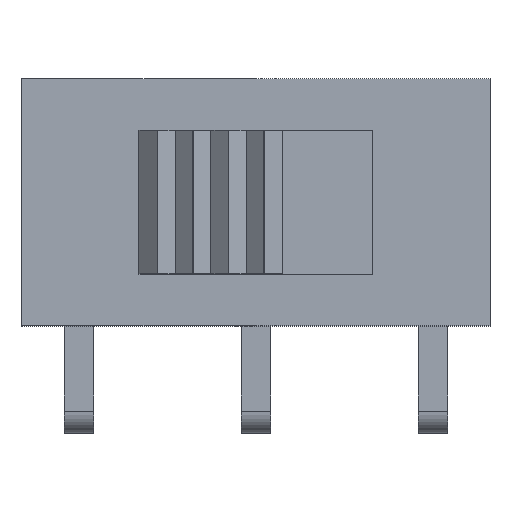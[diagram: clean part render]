
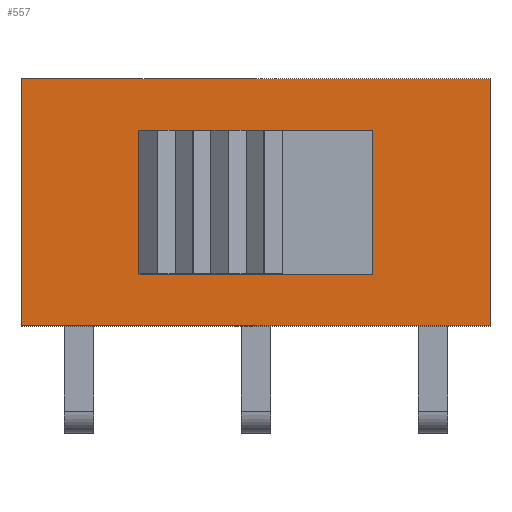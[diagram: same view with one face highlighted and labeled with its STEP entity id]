
A CAD part, top view. The second image highlights one B-rep face of the part: STEP entity #557.
In plain terms, the highlighted planar face has unit normal (0, 0, 1).
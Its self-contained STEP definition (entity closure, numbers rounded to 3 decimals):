
#10 = LINE ( 'NONE', #1447, #1312 ) ;
#11 = CARTESIAN_POINT ( 'NONE',  ( -6.35, 2.9, 10.85 ) ) ;
#20 = ORIENTED_EDGE ( 'NONE', *, *, #292, .T. ) ;
#25 = CARTESIAN_POINT ( 'NONE',  ( 6.35, 9.6, 10.85 ) ) ;
#41 = ORIENTED_EDGE ( 'NONE', *, *, #1615, .F. ) ;
#45 = DIRECTION ( 'NONE',  ( 1., 0., 0. ) ) ;
#57 = ORIENTED_EDGE ( 'NONE', *, *, #1155, .T. ) ;
#78 = CARTESIAN_POINT ( 'NONE',  ( -6.35, 2.9, 10.85 ) ) ;
#118 = ORIENTED_EDGE ( 'NONE', *, *, #2590, .T. ) ;
#204 = CARTESIAN_POINT ( 'NONE',  ( 0., 0., 10.85 ) ) ;
#213 = DIRECTION ( 'NONE',  ( 0., -1., 0. ) ) ;
#222 = LINE ( 'NONE', #1699, #1253 ) ;
#224 = EDGE_CURVE ( 'NONE', #1356, #2622, #1059, .T. ) ;
#228 = DIRECTION ( 'NONE',  ( -1., 0., 0. ) ) ;
#235 = ORIENTED_EDGE ( 'NONE', *, *, #774, .F. ) ;
#292 = EDGE_CURVE ( 'NONE', #2362, #2550, #1955, .T. ) ;
#361 = VERTEX_POINT ( 'NONE', #2611 ) ;
#382 = EDGE_CURVE ( 'NONE', #2535, #1356, #2232, .T. ) ;
#450 = DIRECTION ( 'NONE',  ( -1., 0., 0. ) ) ;
#452 = VECTOR ( 'NONE', #1414, 1000. ) ;
#487 = EDGE_LOOP ( 'NONE', ( #20, #57, #1806, #118 ) ) ;
#540 = CARTESIAN_POINT ( 'NONE',  ( -3.175, 4.3, 10.85 ) ) ;
#557 = ADVANCED_FACE ( 'NONE', ( #825, #1213 ), #2047, .F. ) ;
#593 = ORIENTED_EDGE ( 'NONE', *, *, #2151, .F. ) ;
#599 = DIRECTION ( 'NONE',  ( -1., 0., 0. ) ) ;
#666 = CARTESIAN_POINT ( 'NONE',  ( -3.175, 4.3, 10.85 ) ) ;
#689 = VECTOR ( 'NONE', #1544, 1000. ) ;
#698 = CARTESIAN_POINT ( 'NONE',  ( -3.175, 8.2, 10.85 ) ) ;
#774 = EDGE_CURVE ( 'NONE', #2348, #2535, #222, .T. ) ;
#802 = CARTESIAN_POINT ( 'NONE',  ( 3.175, 4.3, 10.85 ) ) ;
#825 = FACE_BOUND ( 'NONE', #2265, .T. ) ;
#853 = CARTESIAN_POINT ( 'NONE',  ( 0.725, 4.3, 10.85 ) ) ;
#909 = ORIENTED_EDGE ( 'NONE', *, *, #382, .F. ) ;
#1017 = DIRECTION ( 'NONE',  ( 0., 0., -1. ) ) ;
#1059 = LINE ( 'NONE', #666, #1292 ) ;
#1072 = LINE ( 'NONE', #2656, #1214 ) ;
#1133 = VECTOR ( 'NONE', #1318, 1000. ) ;
#1155 = EDGE_CURVE ( 'NONE', #2550, #361, #1072, .T. ) ;
#1159 = DIRECTION ( 'NONE',  ( 0., -1., 0. ) ) ;
#1171 = LINE ( 'NONE', #540, #452 ) ;
#1191 = CARTESIAN_POINT ( 'NONE',  ( 6.35, 2.9, 10.85 ) ) ;
#1195 = VERTEX_POINT ( 'NONE', #2154 ) ;
#1213 = FACE_OUTER_BOUND ( 'NONE', #487, .T. ) ;
#1214 = VECTOR ( 'NONE', #599, 1000. ) ;
#1220 = VECTOR ( 'NONE', #1712, 1000. ) ;
#1253 = VECTOR ( 'NONE', #450, 1000. ) ;
#1274 = CARTESIAN_POINT ( 'NONE',  ( 3.175, 4.3, 10.85 ) ) ;
#1292 = VECTOR ( 'NONE', #45, 1000. ) ;
#1312 = VECTOR ( 'NONE', #1663, 1000. ) ;
#1318 = DIRECTION ( 'NONE',  ( 0., 1., 0. ) ) ;
#1337 = EDGE_CURVE ( 'NONE', #361, #1442, #2058, .T. ) ;
#1356 = VERTEX_POINT ( 'NONE', #2489 ) ;
#1414 = DIRECTION ( 'NONE',  ( 1., 0., 0. ) ) ;
#1442 = VERTEX_POINT ( 'NONE', #78 ) ;
#1447 = CARTESIAN_POINT ( 'NONE',  ( -6.35, 2.9, 10.85 ) ) ;
#1544 = DIRECTION ( 'NONE',  ( 0., 1., 0. ) ) ;
#1615 = EDGE_CURVE ( 'NONE', #2622, #2366, #1171, .T. ) ;
#1663 = DIRECTION ( 'NONE',  ( 1., 0., 0. ) ) ;
#1699 = CARTESIAN_POINT ( 'NONE',  ( 0., 8.2, 10.85 ) ) ;
#1712 = DIRECTION ( 'NONE',  ( -1., 0., 0. ) ) ;
#1733 = EDGE_CURVE ( 'NONE', #1195, #2348, #2056, .T. ) ;
#1806 = ORIENTED_EDGE ( 'NONE', *, *, #1337, .T. ) ;
#1815 = AXIS2_PLACEMENT_3D ( 'NONE', #204, #1017, #228 ) ;
#1912 = CARTESIAN_POINT ( 'NONE',  ( -3.175, 8.2, 10.85 ) ) ;
#1955 = LINE ( 'NONE', #2338, #689 ) ;
#1981 = CARTESIAN_POINT ( 'NONE',  ( 0.725, 8.2, 10.85 ) ) ;
#2047 = PLANE ( 'NONE',  #1815 ) ;
#2056 = LINE ( 'NONE', #698, #1220 ) ;
#2058 = LINE ( 'NONE', #11, #2335 ) ;
#2064 = LINE ( 'NONE', #1274, #1133 ) ;
#2151 = EDGE_CURVE ( 'NONE', #2366, #1195, #2064, .T. ) ;
#2154 = CARTESIAN_POINT ( 'NONE',  ( 3.175, 8.2, 10.85 ) ) ;
#2205 = ORIENTED_EDGE ( 'NONE', *, *, #224, .F. ) ;
#2232 = LINE ( 'NONE', #2434, #2592 ) ;
#2265 = EDGE_LOOP ( 'NONE', ( #2287, #593, #41, #2205, #909, #235 ) ) ;
#2287 = ORIENTED_EDGE ( 'NONE', *, *, #1733, .F. ) ;
#2335 = VECTOR ( 'NONE', #213, 1000. ) ;
#2338 = CARTESIAN_POINT ( 'NONE',  ( 6.35, 2.9, 10.85 ) ) ;
#2348 = VERTEX_POINT ( 'NONE', #1981 ) ;
#2362 = VERTEX_POINT ( 'NONE', #1191 ) ;
#2366 = VERTEX_POINT ( 'NONE', #802 ) ;
#2434 = CARTESIAN_POINT ( 'NONE',  ( -3.175, 4.3, 10.85 ) ) ;
#2489 = CARTESIAN_POINT ( 'NONE',  ( -3.175, 4.3, 10.85 ) ) ;
#2535 = VERTEX_POINT ( 'NONE', #1912 ) ;
#2550 = VERTEX_POINT ( 'NONE', #25 ) ;
#2590 = EDGE_CURVE ( 'NONE', #1442, #2362, #10, .T. ) ;
#2592 = VECTOR ( 'NONE', #1159, 1000. ) ;
#2611 = CARTESIAN_POINT ( 'NONE',  ( -6.35, 9.6, 10.85 ) ) ;
#2622 = VERTEX_POINT ( 'NONE', #853 ) ;
#2656 = CARTESIAN_POINT ( 'NONE',  ( -6.35, 9.6, 10.85 ) ) ;
